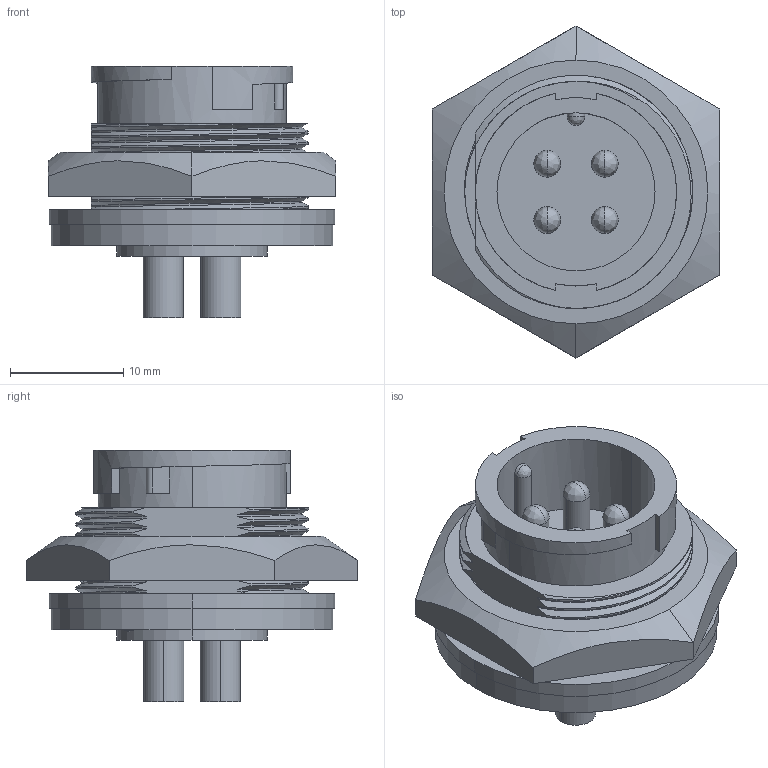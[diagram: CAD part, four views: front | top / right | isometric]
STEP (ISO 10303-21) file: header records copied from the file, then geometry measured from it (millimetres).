
FILE_DESCRIPTION (( 'STEP AP203' ), '1' );
FILE_NAME ('4180-4PG-300.STEP', '2013-06-14T21:30:56', ( 'J0FPBF1' ), ( '' ), 'SwSTEP 2.0', 'SolidWorks 2012', '' );
FILE_SCHEMA (( 'CONFIG_CONTROL_DESIGN' ));
Length unit declared in the file: inch
Products named in the file (1): 4180-4PG-300
Bounding box: 25.4 x 29.33 x 22.25 mm (x, y, z)
Volume: 5202.8 mm3; surface area: 4229.8 mm2
Topology: 2 solids, 2 shells, 134 faces, 356 edges, 230 vertices
Faces by surface type: cylinder 63, bspline 35, plane 34, cone 2
Entity records: 10988 total; most frequent: CARTESIAN_POINT 7987, ORIENTED_EDGE 692, DIRECTION 516, EDGE_CURVE 346, VERTEX_POINT 230, AXIS2_PLACEMENT_3D 197, EDGE_LOOP 150, FACE_OUTER_BOUND 134
